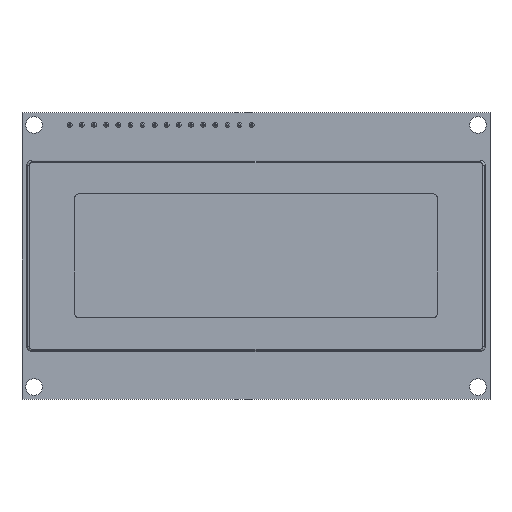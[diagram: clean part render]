
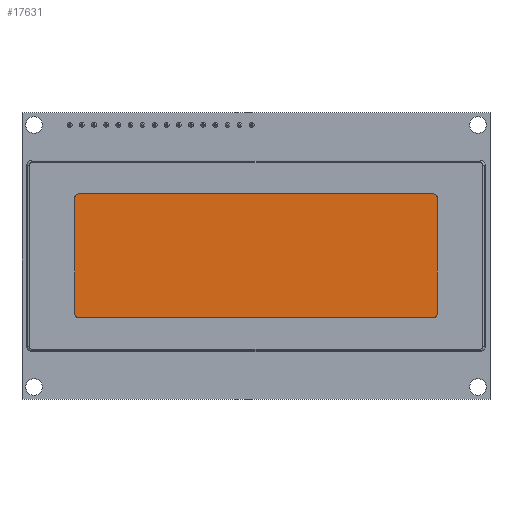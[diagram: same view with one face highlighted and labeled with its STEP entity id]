
A CAD part, top view. The second image highlights one B-rep face of the part: STEP entity #17631.
In plain terms, the highlighted planar face has unit normal (0, 0, 1).
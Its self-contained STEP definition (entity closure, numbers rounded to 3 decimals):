
#928 = CARTESIAN_POINT ( 'NONE',  ( 2., -14.46, 13.04 ) ) ;
#1294 = CARTESIAN_POINT ( 'NONE',  ( 2., -40.46, 13.04 ) ) ;
#1303 = ORIENTED_EDGE ( 'NONE', *, *, #15922, .F. ) ;
#2768 = DIRECTION ( 'NONE',  ( 0., 0., -1. ) ) ;
#3042 = EDGE_CURVE ( 'NONE', #44271, #35462, #14260, .T. ) ;
#5264 = CARTESIAN_POINT ( 'NONE',  ( 2., -39.46, 13.04 ) ) ;
#5893 = CARTESIAN_POINT ( 'NONE',  ( 77., -39.46, 13.04 ) ) ;
#6038 = FACE_OUTER_BOUND ( 'NONE', #48749, .T. ) ;
#6288 = EDGE_CURVE ( 'NONE', #48903, #56054, #34086, .T. ) ;
#7707 = LINE ( 'NONE', #928, #15042 ) ;
#9709 = DIRECTION ( 'NONE',  ( 0., 0., -1. ) ) ;
#9926 = CIRCLE ( 'NONE', #50756, 1. ) ;
#10029 = CARTESIAN_POINT ( 'NONE',  ( 76., -14.46, 13.04 ) ) ;
#10332 = DIRECTION ( 'NONE',  ( 0., -1., 0. ) ) ;
#11223 = VECTOR ( 'NONE', #38669, 1000. ) ;
#11846 = ORIENTED_EDGE ( 'NONE', *, *, #40070, .F. ) ;
#12672 = DIRECTION ( 'NONE',  ( 0., 0., -1. ) ) ;
#13410 = CARTESIAN_POINT ( 'NONE',  ( 1., -39.46, 13.04 ) ) ;
#14260 = LINE ( 'NONE', #45218, #44009 ) ;
#15042 = VECTOR ( 'NONE', #40515, 1000. ) ;
#15173 = ORIENTED_EDGE ( 'NONE', *, *, #28557, .F. ) ;
#15922 = EDGE_CURVE ( 'NONE', #35462, #25029, #9926, .T. ) ;
#16618 = CARTESIAN_POINT ( 'NONE',  ( 1., -39.46, 13.04 ) ) ;
#17364 = CARTESIAN_POINT ( 'NONE',  ( 1., -15.46, 13.04 ) ) ;
#17631 = ADVANCED_FACE ( 'NONE', ( #6038 ), #44876, .T. ) ;
#18656 = AXIS2_PLACEMENT_3D ( 'NONE', #32081, #9709, #39854 ) ;
#19335 = DIRECTION ( 'NONE',  ( -1., 0., 0. ) ) ;
#21048 = VECTOR ( 'NONE', #10332, 1000. ) ;
#22943 = DIRECTION ( 'NONE',  ( 0., 0., 1. ) ) ;
#23016 = EDGE_CURVE ( 'NONE', #42655, #44271, #44586, .T. ) ;
#24817 = CARTESIAN_POINT ( 'NONE',  ( 76., -40.46, 13.04 ) ) ;
#25029 = VERTEX_POINT ( 'NONE', #13410 ) ;
#25932 = CARTESIAN_POINT ( 'NONE',  ( 2., -15.46, 13.04 ) ) ;
#26043 = DIRECTION ( 'NONE',  ( 0., -1., 0. ) ) ;
#26215 = VERTEX_POINT ( 'NONE', #17364 ) ;
#28555 = DIRECTION ( 'NONE',  ( 0., 1., 0. ) ) ;
#28557 = EDGE_CURVE ( 'NONE', #25029, #26215, #42977, .T. ) ;
#30184 = AXIS2_PLACEMENT_3D ( 'NONE', #35439, #22943, #39779 ) ;
#32081 = CARTESIAN_POINT ( 'NONE',  ( 76., -15.46, 13.04 ) ) ;
#32227 = CARTESIAN_POINT ( 'NONE',  ( 2., -14.46, 13.04 ) ) ;
#33898 = LINE ( 'NONE', #45444, #21048 ) ;
#34086 = CIRCLE ( 'NONE', #18656, 1. ) ;
#35076 = DIRECTION ( 'NONE',  ( -1., 0., 0. ) ) ;
#35439 = CARTESIAN_POINT ( 'NONE',  ( 39., -27.46, 13.04 ) ) ;
#35462 = VERTEX_POINT ( 'NONE', #1294 ) ;
#35704 = EDGE_CURVE ( 'NONE', #56054, #42655, #33898, .T. ) ;
#37161 = ORIENTED_EDGE ( 'NONE', *, *, #49919, .F. ) ;
#37927 = CARTESIAN_POINT ( 'NONE',  ( 77., -15.46, 13.04 ) ) ;
#38669 = DIRECTION ( 'NONE',  ( 0., 1., 0. ) ) ;
#39779 = DIRECTION ( 'NONE',  ( 1., 0., 0. ) ) ;
#39854 = DIRECTION ( 'NONE',  ( 1., 0., 0. ) ) ;
#39999 = ORIENTED_EDGE ( 'NONE', *, *, #6288, .F. ) ;
#40070 = EDGE_CURVE ( 'NONE', #45874, #48903, #7707, .T. ) ;
#40515 = DIRECTION ( 'NONE',  ( 1., 0., 0. ) ) ;
#41387 = CIRCLE ( 'NONE', #49125, 1. ) ;
#42655 = VERTEX_POINT ( 'NONE', #5893 ) ;
#42977 = LINE ( 'NONE', #16618, #11223 ) ;
#43121 = AXIS2_PLACEMENT_3D ( 'NONE', #43628, #12672, #26043 ) ;
#43628 = CARTESIAN_POINT ( 'NONE',  ( 76., -39.46, 13.04 ) ) ;
#44009 = VECTOR ( 'NONE', #19335, 1000. ) ;
#44271 = VERTEX_POINT ( 'NONE', #24817 ) ;
#44586 = CIRCLE ( 'NONE', #43121, 1. ) ;
#44876 = PLANE ( 'NONE',  #30184 ) ;
#45218 = CARTESIAN_POINT ( 'NONE',  ( 76., -40.46, 13.04 ) ) ;
#45444 = CARTESIAN_POINT ( 'NONE',  ( 77., -15.46, 13.04 ) ) ;
#45874 = VERTEX_POINT ( 'NONE', #32227 ) ;
#48749 = EDGE_LOOP ( 'NONE', ( #54448, #52940, #39999, #11846, #37161, #15173, #1303, #51894 ) ) ;
#48903 = VERTEX_POINT ( 'NONE', #10029 ) ;
#49125 = AXIS2_PLACEMENT_3D ( 'NONE', #25932, #2768, #28555 ) ;
#49919 = EDGE_CURVE ( 'NONE', #26215, #45874, #41387, .T. ) ;
#50756 = AXIS2_PLACEMENT_3D ( 'NONE', #5264, #52693, #35076 ) ;
#51894 = ORIENTED_EDGE ( 'NONE', *, *, #3042, .F. ) ;
#52693 = DIRECTION ( 'NONE',  ( 0., 0., -1. ) ) ;
#52940 = ORIENTED_EDGE ( 'NONE', *, *, #35704, .F. ) ;
#54448 = ORIENTED_EDGE ( 'NONE', *, *, #23016, .F. ) ;
#56054 = VERTEX_POINT ( 'NONE', #37927 ) ;
